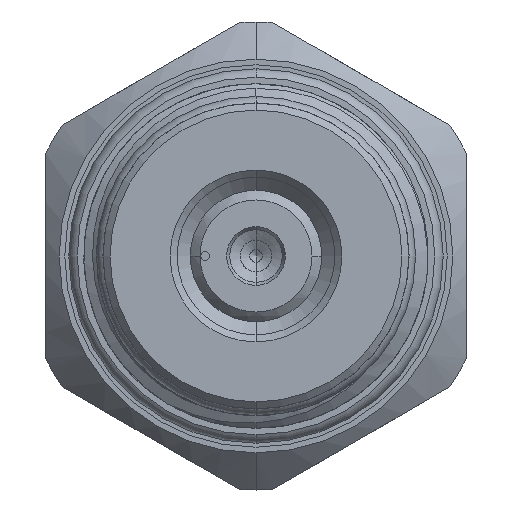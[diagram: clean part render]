
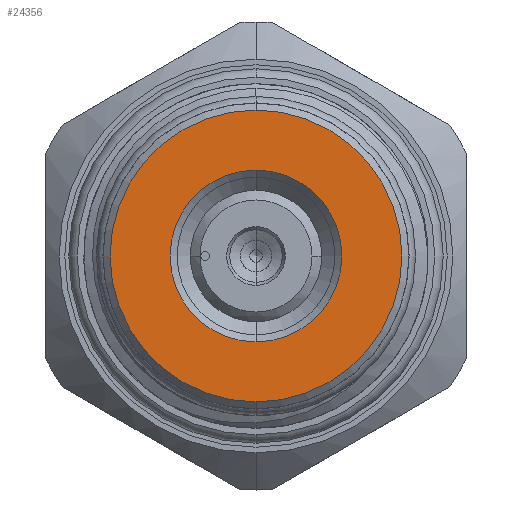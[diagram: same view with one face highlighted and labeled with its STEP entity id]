
A CAD part, left-side view. The second image highlights one B-rep face of the part: STEP entity #24356.
In plain terms, the highlighted planar face has unit normal (-1, 0, 0).
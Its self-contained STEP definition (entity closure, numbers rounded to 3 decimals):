
#169 = FACE_OUTER_BOUND ( 'NONE', #20720, .T. ) ;
#333 = DIRECTION ( 'NONE',  ( 0., 0., -1. ) ) ;
#2300 = EDGE_LOOP ( 'NONE', ( #16925, #13250 ) ) ;
#2406 = EDGE_CURVE ( 'NONE', #13616, #8670, #5509, .T. ) ;
#2523 = DIRECTION ( 'NONE',  ( 1., 0., 0. ) ) ;
#2803 = DIRECTION ( 'NONE',  ( -1., 0., 0. ) ) ;
#2895 = CIRCLE ( 'NONE', #9208, 8.325 ) ;
#3677 = VERTEX_POINT ( 'NONE', #22102 ) ;
#4985 = ORIENTED_EDGE ( 'NONE', *, *, #19386, .T. ) ;
#5239 = DIRECTION ( 'NONE',  ( 1., 0., 0. ) ) ;
#5509 = CIRCLE ( 'NONE', #23035, 4.9 ) ;
#6117 = DIRECTION ( 'NONE',  ( 0., 0., 1. ) ) ;
#6360 = CIRCLE ( 'NONE', #13091, 4.9 ) ;
#7349 = FACE_BOUND ( 'NONE', #2300, .T. ) ;
#7408 = PLANE ( 'NONE',  #10480 ) ;
#7970 = CARTESIAN_POINT ( 'NONE',  ( -73.054, 0., -8.325 ) ) ;
#8651 = CARTESIAN_POINT ( 'NONE',  ( -73.054, 0., 0. ) ) ;
#8670 = VERTEX_POINT ( 'NONE', #23495 ) ;
#9208 = AXIS2_PLACEMENT_3D ( 'NONE', #11774, #13769, #6117 ) ;
#9682 = VERTEX_POINT ( 'NONE', #7970 ) ;
#10272 = DIRECTION ( 'NONE',  ( 0., 0., -1. ) ) ;
#10480 = AXIS2_PLACEMENT_3D ( 'NONE', #22525, #5239, #16919 ) ;
#11774 = CARTESIAN_POINT ( 'NONE',  ( -73.054, 0., 0. ) ) ;
#12366 = EDGE_CURVE ( 'NONE', #8670, #13616, #6360, .T. ) ;
#13091 = AXIS2_PLACEMENT_3D ( 'NONE', #19352, #17529, #333 ) ;
#13250 = ORIENTED_EDGE ( 'NONE', *, *, #12366, .T. ) ;
#13616 = VERTEX_POINT ( 'NONE', #23339 ) ;
#13769 = DIRECTION ( 'NONE',  ( -1., 0., 0. ) ) ;
#14688 = EDGE_CURVE ( 'NONE', #3677, #9682, #22282, .T. ) ;
#15654 = AXIS2_PLACEMENT_3D ( 'NONE', #19729, #2803, #16178 ) ;
#16178 = DIRECTION ( 'NONE',  ( 0., 0., 1. ) ) ;
#16919 = DIRECTION ( 'NONE',  ( 0., 0., -1. ) ) ;
#16925 = ORIENTED_EDGE ( 'NONE', *, *, #2406, .T. ) ;
#17529 = DIRECTION ( 'NONE',  ( 1., 0., 0. ) ) ;
#18038 = ORIENTED_EDGE ( 'NONE', *, *, #14688, .T. ) ;
#19352 = CARTESIAN_POINT ( 'NONE',  ( -73.054, 0., 0. ) ) ;
#19386 = EDGE_CURVE ( 'NONE', #9682, #3677, #2895, .T. ) ;
#19729 = CARTESIAN_POINT ( 'NONE',  ( -73.054, 0., 0. ) ) ;
#20720 = EDGE_LOOP ( 'NONE', ( #4985, #18038 ) ) ;
#22102 = CARTESIAN_POINT ( 'NONE',  ( -73.054, 0., 8.325 ) ) ;
#22282 = CIRCLE ( 'NONE', #15654, 8.325 ) ;
#22525 = CARTESIAN_POINT ( 'NONE',  ( -73.054, 0., 0. ) ) ;
#23035 = AXIS2_PLACEMENT_3D ( 'NONE', #8651, #2523, #10272 ) ;
#23339 = CARTESIAN_POINT ( 'NONE',  ( -73.054, 0., 4.9 ) ) ;
#23495 = CARTESIAN_POINT ( 'NONE',  ( -73.054, 0., -4.9 ) ) ;
#24356 = ADVANCED_FACE ( 'NONE', ( #7349, #169 ), #7408, .F. ) ;
